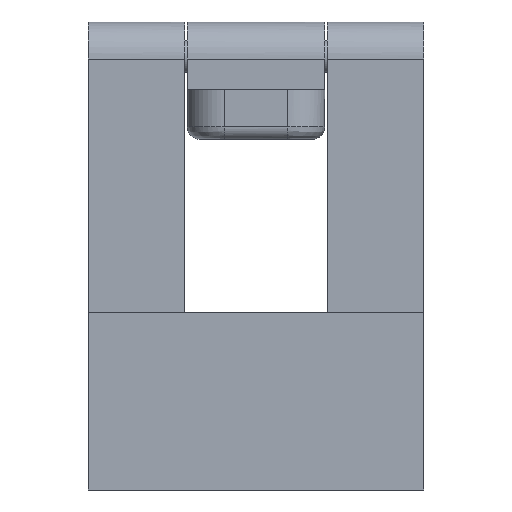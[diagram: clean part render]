
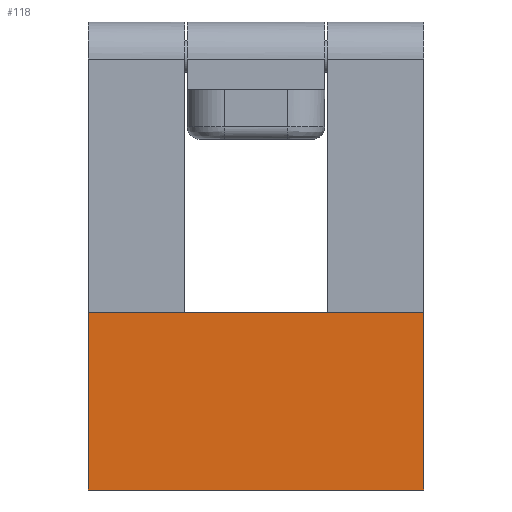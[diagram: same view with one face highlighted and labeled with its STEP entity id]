
A CAD part, left-side view. The second image highlights one B-rep face of the part: STEP entity #118.
In plain terms, the highlighted free-form (B-spline) face has degree [2, 1] with [3, 2] control points.
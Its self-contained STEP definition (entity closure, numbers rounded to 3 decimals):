
#118=ADVANCED_FACE('',(#180),#892,.T.);
#180=FACE_OUTER_BOUND('',#242,.T.);
#242=EDGE_LOOP('',(#310,#311,#312,#313));
#310=ORIENTED_EDGE('',*,*,#575,.T.);
#311=ORIENTED_EDGE('',*,*,#576,.T.);
#312=ORIENTED_EDGE('',*,*,#577,.F.);
#313=ORIENTED_EDGE('',*,*,#573,.F.);
#573=EDGE_CURVE('',#767,#768,#708,.T.);
#575=EDGE_CURVE('',#767,#769,#710,.T.);
#576=EDGE_CURVE('',#769,#770,#711,.T.);
#577=EDGE_CURVE('',#768,#770,#712,.T.);
#708=(
BOUNDED_CURVE()
B_SPLINE_CURVE(1,(#1073,#1074),.UNSPECIFIED.,.F.,.F.)
B_SPLINE_CURVE_WITH_KNOTS((2,2),(0.,272.),.UNSPECIFIED.)
CURVE()
GEOMETRIC_REPRESENTATION_ITEM()
RATIONAL_B_SPLINE_CURVE((1.,1.))
REPRESENTATION_ITEM('')
);
#710=(
BOUNDED_CURVE()
B_SPLINE_CURVE(2,(#1078,#1079,#1080),.UNSPECIFIED.,.F.,.F.)
B_SPLINE_CURVE_WITH_KNOTS((3,3),(224.265,368.265),
 .UNSPECIFIED.)
CURVE()
GEOMETRIC_REPRESENTATION_ITEM()
RATIONAL_B_SPLINE_CURVE((1.,1.,1.))
REPRESENTATION_ITEM('')
);
#711=(
BOUNDED_CURVE()
B_SPLINE_CURVE(1,(#1081,#1082),.UNSPECIFIED.,.F.,.F.)
B_SPLINE_CURVE_WITH_KNOTS((2,2),(0.,272.),.UNSPECIFIED.)
CURVE()
GEOMETRIC_REPRESENTATION_ITEM()
RATIONAL_B_SPLINE_CURVE((1.,1.))
REPRESENTATION_ITEM('')
);
#712=(
BOUNDED_CURVE()
B_SPLINE_CURVE(2,(#1083,#1084,#1085),.UNSPECIFIED.,.F.,.F.)
B_SPLINE_CURVE_WITH_KNOTS((3,3),(224.265,368.265),
 .UNSPECIFIED.)
CURVE()
GEOMETRIC_REPRESENTATION_ITEM()
RATIONAL_B_SPLINE_CURVE((1.,1.,1.))
REPRESENTATION_ITEM('')
);
#767=VERTEX_POINT('',#1054);
#768=VERTEX_POINT('',#1055);
#769=VERTEX_POINT('',#1056);
#770=VERTEX_POINT('',#1057);
#892=(
BOUNDED_SURFACE()
B_SPLINE_SURFACE(2,1,((#1030,#1031),(#1032,#1033),(#1034,#1035)),
 .UNSPECIFIED.,.F.,.F.,.F.)
B_SPLINE_SURFACE_WITH_KNOTS((3,3),(2,2),(224.265,368.265),
(0.,272.),.UNSPECIFIED.)
GEOMETRIC_REPRESENTATION_ITEM()
RATIONAL_B_SPLINE_SURFACE(((1.,1.),(1.,1.),(1.,1.)))
REPRESENTATION_ITEM('')
SURFACE()
);
#1030=CARTESIAN_POINT('',(-144.137,136.,0.));
#1031=CARTESIAN_POINT('',(-144.137,-136.,0.));
#1032=CARTESIAN_POINT('',(-144.137,136.,-72.));
#1033=CARTESIAN_POINT('',(-144.137,-136.,-72.));
#1034=CARTESIAN_POINT('',(-144.137,136.,-144.));
#1035=CARTESIAN_POINT('',(-144.137,-136.,-144.));
#1054=CARTESIAN_POINT('',(-144.137,136.,0.));
#1055=CARTESIAN_POINT('',(-144.137,-136.,0.));
#1056=CARTESIAN_POINT('',(-144.137,136.,-144.));
#1057=CARTESIAN_POINT('',(-144.137,-136.,-144.));
#1073=CARTESIAN_POINT('',(-144.137,136.,0.));
#1074=CARTESIAN_POINT('',(-144.137,-136.,0.));
#1078=CARTESIAN_POINT('',(-144.137,136.,0.));
#1079=CARTESIAN_POINT('',(-144.137,136.,-72.));
#1080=CARTESIAN_POINT('',(-144.137,136.,-144.));
#1081=CARTESIAN_POINT('',(-144.137,136.,-144.));
#1082=CARTESIAN_POINT('',(-144.137,-136.,-144.));
#1083=CARTESIAN_POINT('',(-144.137,-136.,0.));
#1084=CARTESIAN_POINT('',(-144.137,-136.,-72.));
#1085=CARTESIAN_POINT('',(-144.137,-136.,-144.));
